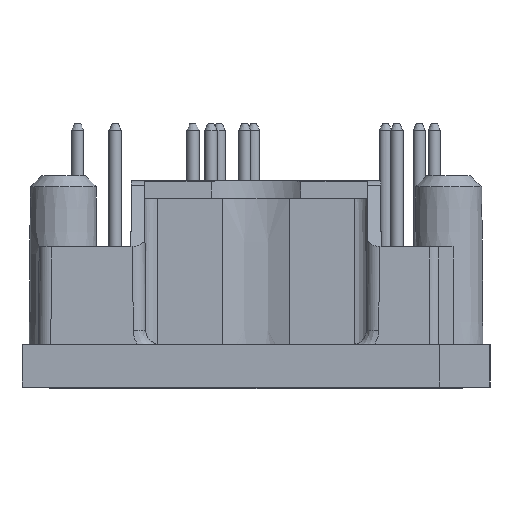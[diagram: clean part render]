
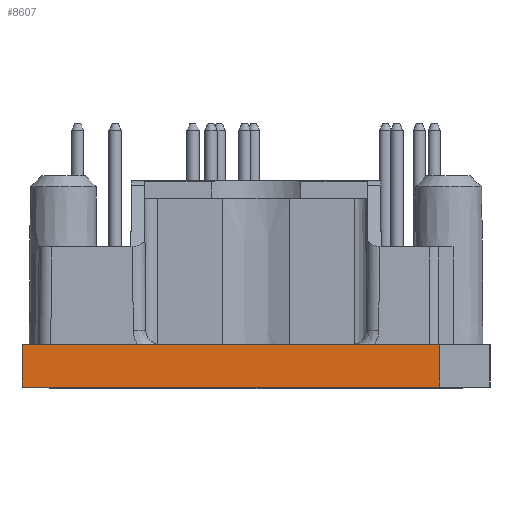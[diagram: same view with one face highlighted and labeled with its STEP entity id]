
A CAD part, left-side view. The second image highlights one B-rep face of the part: STEP entity #8607.
In plain terms, the highlighted planar face has unit normal (-1, 0, 0).
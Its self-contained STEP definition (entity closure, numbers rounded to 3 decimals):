
#1999=ORIENTED_EDGE('',*,*,#3867,.T.);
#2000=ORIENTED_EDGE('',*,*,#3766,.F.);
#2001=ORIENTED_EDGE('',*,*,#3868,.T.);
#2002=ORIENTED_EDGE('',*,*,#3739,.T.);
#3739=EDGE_CURVE('',#4774,#4773,#5489,.T.);
#3766=EDGE_CURVE('',#4785,#4786,#5506,.T.);
#3867=EDGE_CURVE('',#4773,#4786,#5562,.T.);
#3868=EDGE_CURVE('',#4785,#4774,#5563,.T.);
#4773=VERTEX_POINT('',#17337);
#4774=VERTEX_POINT('',#17339);
#4785=VERTEX_POINT('',#17397);
#4786=VERTEX_POINT('',#17398);
#5489=LINE('',#17338,#6121);
#5506=LINE('',#17396,#6138);
#5562=LINE('',#17634,#6194);
#5563=LINE('',#17635,#6195);
#6121=VECTOR('',#13638,1000.);
#6138=VECTOR('',#13683,1000.);
#6194=VECTOR('',#13825,1000.);
#6195=VECTOR('',#13826,1000.);
#6787=EDGE_LOOP('',(#1999,#2000,#2001,#2002));
#7615=FACE_BOUND('',#6787,.T.);
#8183=PLANE('',#12228);
#8607=ADVANCED_FACE('',(#7615),#8183,.F.);
#12228=AXIS2_PLACEMENT_3D('',#17633,#13823,#13824);
#13638=DIRECTION('',(0.,-1.,0.));
#13683=DIRECTION('',(0.,-1.,0.));
#13823=DIRECTION('',(1.,0.,0.));
#13824=DIRECTION('',(0.,1.,0.));
#13825=DIRECTION('',(0.,0.,1.));
#13826=DIRECTION('',(0.,0.,-1.));
#17337=CARTESIAN_POINT('',(-41.,-14.7,0.));
#17338=CARTESIAN_POINT('',(-41.,18.7,0.));
#17339=CARTESIAN_POINT('',(-41.,18.7,0.));
#17396=CARTESIAN_POINT('',(-41.,18.7,3.4));
#17397=CARTESIAN_POINT('',(-41.,18.7,3.4));
#17398=CARTESIAN_POINT('',(-41.,-14.7,3.4));
#17633=CARTESIAN_POINT('',(-41.,18.7,3.4));
#17634=CARTESIAN_POINT('',(-41.,-14.7,3.4));
#17635=CARTESIAN_POINT('',(-41.,18.7,3.4));
